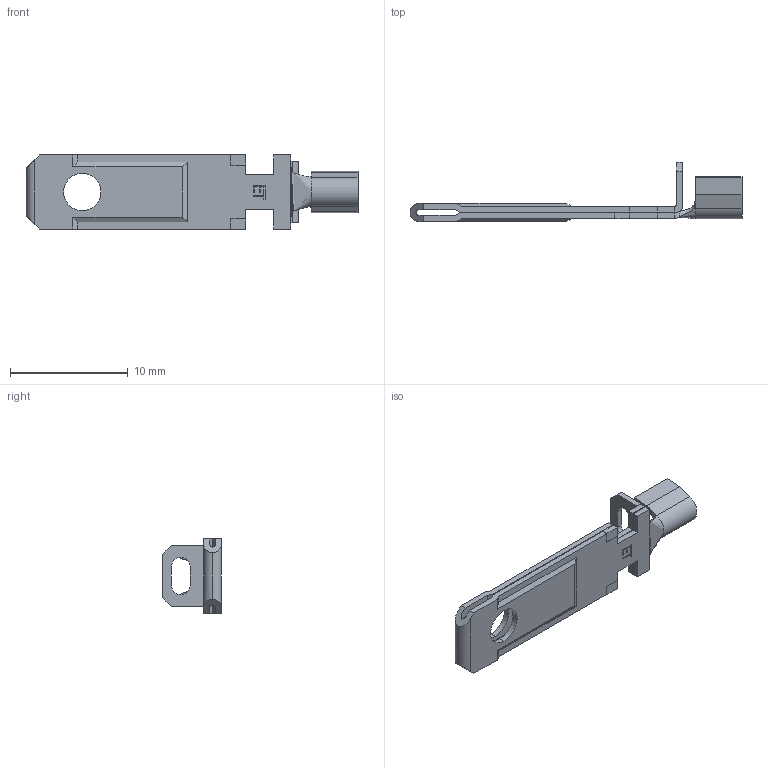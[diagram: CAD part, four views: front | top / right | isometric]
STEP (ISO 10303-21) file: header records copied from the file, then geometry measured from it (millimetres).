
FILE_DESCRIPTION (( 'STEP AP203' ), '1' );
FILE_NAME ('09889.STEP', '2015-02-23T16:11:48', ( '' ), ( '' ), 'SwSTEP 2.0', 'SolidWorks 2014', '' );
FILE_SCHEMA (( 'CONFIG_CONTROL_DESIGN' ));
Length unit declared in the file: inch
Products named in the file (1): 09889
Bounding box: 28.17 x 5 x 6.35 mm (x, y, z)
Volume: 152.7 mm3; surface area: 696.3 mm2
Topology: 1 solids, 1 shells, 177 faces, 481 edges, 306 vertices
Faces by surface type: plane 138, cylinder 23, bspline 8, cone 8
Entity records: 5754 total; most frequent: CARTESIAN_POINT 1285, ORIENTED_EDGE 962, DIRECTION 825, EDGE_CURVE 481, VECTOR 409, LINE 409, VERTEX_POINT 306, AXIS2_PLACEMENT_3D 208
